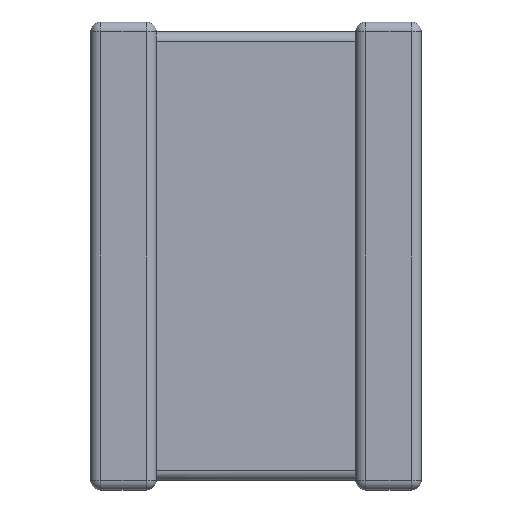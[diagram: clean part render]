
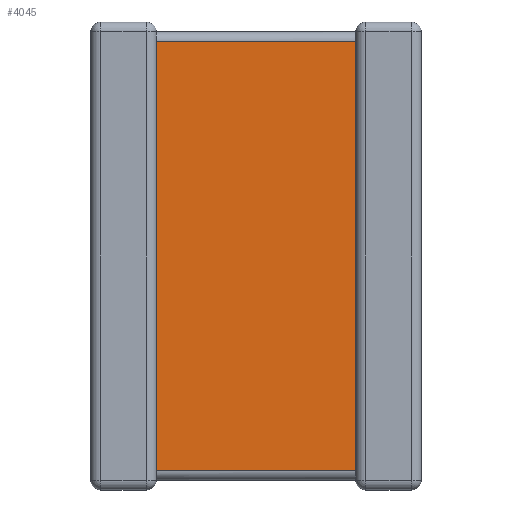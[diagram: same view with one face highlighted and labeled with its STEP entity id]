
A CAD part, front view. The second image highlights one B-rep face of the part: STEP entity #4045.
In plain terms, the highlighted planar face has unit normal (0, -1, 0).
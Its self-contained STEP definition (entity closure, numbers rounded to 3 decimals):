
#34 = CARTESIAN_POINT ( 'NONE',  ( 0.95, 0.141, -0.283 ) ) ;
#309 = CARTESIAN_POINT ( 'NONE',  ( 3.85, 0.141, -6.517 ) ) ;
#532 = AXIS2_PLACEMENT_3D ( 'NONE', #2251, #1535, #4522 ) ;
#624 = VERTEX_POINT ( 'NONE', #626 ) ;
#626 = CARTESIAN_POINT ( 'NONE',  ( 0.95, 0.141, -6.517 ) ) ;
#654 = LINE ( 'NONE', #1705, #2443 ) ;
#738 = CARTESIAN_POINT ( 'NONE',  ( 0.95, 0.141, -0.283 ) ) ;
#921 = ORIENTED_EDGE ( 'NONE', *, *, #3028, .T. ) ;
#1014 = CARTESIAN_POINT ( 'NONE',  ( 3.85, 0.141, -6.8 ) ) ;
#1288 = EDGE_CURVE ( 'NONE', #2348, #1399, #4490, .T. ) ;
#1360 = VECTOR ( 'NONE', #1911, 1000. ) ;
#1399 = VERTEX_POINT ( 'NONE', #738 ) ;
#1535 = DIRECTION ( 'NONE',  ( 0., -1., 0. ) ) ;
#1705 = CARTESIAN_POINT ( 'NONE',  ( 3.85, 0.141, -6.517 ) ) ;
#1732 = LINE ( 'NONE', #3626, #2923 ) ;
#1737 = LINE ( 'NONE', #1014, #4381 ) ;
#1911 = DIRECTION ( 'NONE',  ( -1., 0., 0. ) ) ;
#2225 = PLANE ( 'NONE',  #532 ) ;
#2251 = CARTESIAN_POINT ( 'NONE',  ( 0.95, 0.141, -6.8 ) ) ;
#2348 = VERTEX_POINT ( 'NONE', #4254 ) ;
#2443 = VECTOR ( 'NONE', #3942, 1000. ) ;
#2459 = VERTEX_POINT ( 'NONE', #309 ) ;
#2508 = DIRECTION ( 'NONE',  ( 0., 0., 1. ) ) ;
#2795 = EDGE_CURVE ( 'NONE', #624, #2459, #654, .T. ) ;
#2923 = VECTOR ( 'NONE', #4706, 1000. ) ;
#3028 = EDGE_CURVE ( 'NONE', #2459, #2348, #1737, .T. ) ;
#3138 = ORIENTED_EDGE ( 'NONE', *, *, #3272, .F. ) ;
#3272 = EDGE_CURVE ( 'NONE', #624, #1399, #1732, .T. ) ;
#3355 = EDGE_LOOP ( 'NONE', ( #3138, #3449, #921, #3645 ) ) ;
#3449 = ORIENTED_EDGE ( 'NONE', *, *, #2795, .T. ) ;
#3451 = FACE_OUTER_BOUND ( 'NONE', #3355, .T. ) ;
#3626 = CARTESIAN_POINT ( 'NONE',  ( 0.95, 0.141, -6.8 ) ) ;
#3645 = ORIENTED_EDGE ( 'NONE', *, *, #1288, .T. ) ;
#3942 = DIRECTION ( 'NONE',  ( 1., 0., 0. ) ) ;
#4045 = ADVANCED_FACE ( 'NONE', ( #3451 ), #2225, .T. ) ;
#4254 = CARTESIAN_POINT ( 'NONE',  ( 3.85, 0.141, -0.283 ) ) ;
#4381 = VECTOR ( 'NONE', #2508, 1000. ) ;
#4490 = LINE ( 'NONE', #34, #1360 ) ;
#4522 = DIRECTION ( 'NONE',  ( 1., 0., 0. ) ) ;
#4706 = DIRECTION ( 'NONE',  ( 0., 0., 1. ) ) ;
